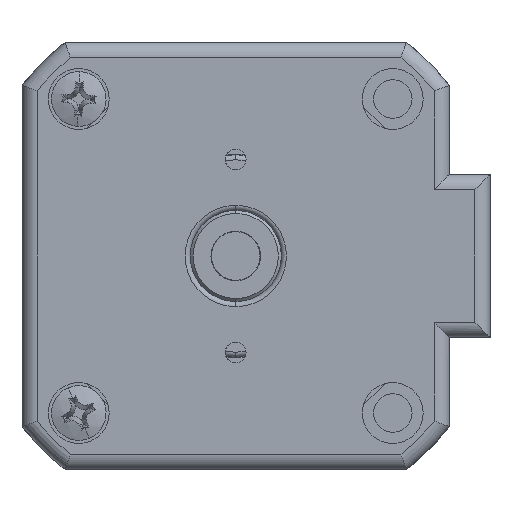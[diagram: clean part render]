
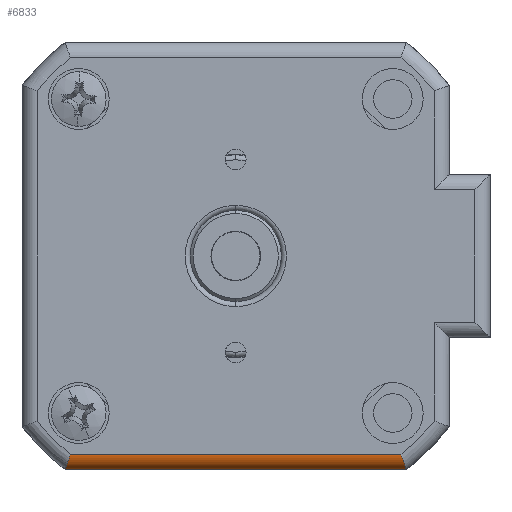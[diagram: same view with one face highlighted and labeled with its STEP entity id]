
A CAD part, front view. The second image highlights one B-rep face of the part: STEP entity #6833.
In plain terms, the highlighted cylindrical face has radius 1.5 mm (diameter 3 mm), a partial arc.
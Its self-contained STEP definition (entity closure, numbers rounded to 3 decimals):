
#471 = CARTESIAN_POINT ( 'NONE',  ( 11.928, -25.42, -3.867 ) ) ;
#1592 = VECTOR ( 'NONE', #13543, 1000. ) ;
#2040 = DIRECTION ( 'NONE',  ( 1., 0., 0. ) ) ;
#3899 = ORIENTED_EDGE ( 'NONE', *, *, #25276, .T. ) ;
#5054 = CARTESIAN_POINT ( 'NONE',  ( -21.485, -24.981, -4.263 ) ) ;
#5608 = CARTESIAN_POINT ( 'NONE',  ( 12.137, -24.207, -4.462 ) ) ;
#6128 = CARTESIAN_POINT ( 'NONE',  ( 11.604, -25.707, -2.962 ) ) ;
#6833 = ADVANCED_FACE ( 'NONE', ( #9500 ), #28401, .T. ) ;
#7267 = ORIENTED_EDGE ( 'NONE', *, *, #21806, .F. ) ;
#7442 = CARTESIAN_POINT ( 'NONE',  ( -4.709, -25.707, -2.962 ) ) ;
#7986 = CARTESIAN_POINT ( 'NONE',  ( -21.345, -25.42, -3.867 ) ) ;
#9049 = CARTESIAN_POINT ( 'NONE',  ( 12.067, -24.981, -4.263 ) ) ;
#9487 = B_SPLINE_CURVE_WITH_KNOTS ( 'NONE', 3,
 ( #5608, #10872, #13689, #11204, #28216, #9049, #23312, #471, #17145, #17386, #25636, #20472 ),
 .UNSPECIFIED., .F., .F.,
 ( 4, 2, 2, 2, 2, 4 ),
 ( 0., 0., 0.001, 0.001, 0.002, 0.002 ),
 .UNSPECIFIED. ) ;
#9500 = FACE_OUTER_BOUND ( 'NONE', #13998, .T. ) ;
#10645 = CARTESIAN_POINT ( 'NONE',  ( -21.537, -24.607, -4.411 ) ) ;
#10872 = CARTESIAN_POINT ( 'NONE',  ( 12.137, -24.309, -4.462 ) ) ;
#11149 = CARTESIAN_POINT ( 'NONE',  ( -21.555, -24.207, -2.962 ) ) ;
#11204 = CARTESIAN_POINT ( 'NONE',  ( 12.12, -24.607, -4.411 ) ) ;
#13363 = CARTESIAN_POINT ( 'NONE',  ( -21.286, -25.527, -3.7 ) ) ;
#13487 = CARTESIAN_POINT ( 'NONE',  ( -21.526, -24.704, -4.381 ) ) ;
#13543 = DIRECTION ( 'NONE',  ( -1., 0., 0. ) ) ;
#13600 = CARTESIAN_POINT ( 'NONE',  ( -21.555, -24.309, -4.462 ) ) ;
#13689 = CARTESIAN_POINT ( 'NONE',  ( 12.134, -24.41, -4.452 ) ) ;
#13774 = CARTESIAN_POINT ( 'NONE',  ( -21.555, -24.207, -4.462 ) ) ;
#13998 = EDGE_LOOP ( 'NONE', ( #3899, #26040, #7267, #14220 ) ) ;
#14220 = ORIENTED_EDGE ( 'NONE', *, *, #27472, .F. ) ;
#15437 = EDGE_CURVE ( 'NONE', #22753, #28494, #30635, .T. ) ;
#16101 = CARTESIAN_POINT ( 'NONE',  ( -21.021, -25.707, -2.962 ) ) ;
#16851 = DIRECTION ( 'NONE',  ( -1., 0., 0. ) ) ;
#17145 = CARTESIAN_POINT ( 'NONE',  ( 11.868, -25.527, -3.7 ) ) ;
#17386 = CARTESIAN_POINT ( 'NONE',  ( 11.741, -25.67, -3.345 ) ) ;
#19040 = CARTESIAN_POINT ( 'NONE',  ( -21.159, -25.67, -3.345 ) ) ;
#20046 = VERTEX_POINT ( 'NONE', #27413 ) ;
#20472 = CARTESIAN_POINT ( 'NONE',  ( 11.604, -25.707, -2.962 ) ) ;
#21522 = CARTESIAN_POINT ( 'NONE',  ( -21.089, -25.707, -3.151 ) ) ;
#21806 = EDGE_CURVE ( 'NONE', #20046, #22753, #25543, .T. ) ;
#21877 = CARTESIAN_POINT ( 'NONE',  ( -21.555, -24.207, -4.462 ) ) ;
#22753 = VERTEX_POINT ( 'NONE', #23576 ) ;
#23312 = CARTESIAN_POINT ( 'NONE',  ( 12.027, -25.148, -4.147 ) ) ;
#23576 = CARTESIAN_POINT ( 'NONE',  ( -21.021, -25.707, -2.962 ) ) ;
#25276 = EDGE_CURVE ( 'NONE', #34729, #28494, #9487, .T. ) ;
#25543 = B_SPLINE_CURVE_WITH_KNOTS ( 'NONE', 3,
 ( #21877, #13600, #30277, #10645, #13487, #5054, #35715, #7986, #13363, #19040, #21522, #16101 ),
 .UNSPECIFIED., .F., .F.,
 ( 4, 2, 2, 2, 2, 4 ),
 ( 0., 0., 0.001, 0.001, 0.002, 0.002 ),
 .UNSPECIFIED. ) ;
#25636 = CARTESIAN_POINT ( 'NONE',  ( 11.672, -25.707, -3.151 ) ) ;
#26040 = ORIENTED_EDGE ( 'NONE', *, *, #15437, .F. ) ;
#26199 = LINE ( 'NONE', #13774, #1592 ) ;
#26793 = AXIS2_PLACEMENT_3D ( 'NONE', #11149, #16851, #27818 ) ;
#27413 = CARTESIAN_POINT ( 'NONE',  ( -21.555, -24.207, -4.462 ) ) ;
#27472 = EDGE_CURVE ( 'NONE', #34729, #20046, #26199, .T. ) ;
#27818 = DIRECTION ( 'NONE',  ( 0., 0., 1. ) ) ;
#28216 = CARTESIAN_POINT ( 'NONE',  ( 12.109, -24.704, -4.381 ) ) ;
#28401 = CYLINDRICAL_SURFACE ( 'NONE', #26793, 1.5 ) ;
#28494 = VERTEX_POINT ( 'NONE', #6128 ) ;
#29291 = VECTOR ( 'NONE', #2040, 1000. ) ;
#30277 = CARTESIAN_POINT ( 'NONE',  ( -21.551, -24.41, -4.452 ) ) ;
#30635 = LINE ( 'NONE', #7442, #29291 ) ;
#30666 = CARTESIAN_POINT ( 'NONE',  ( 12.137, -24.207, -4.462 ) ) ;
#34729 = VERTEX_POINT ( 'NONE', #30666 ) ;
#35715 = CARTESIAN_POINT ( 'NONE',  ( -21.444, -25.148, -4.147 ) ) ;
